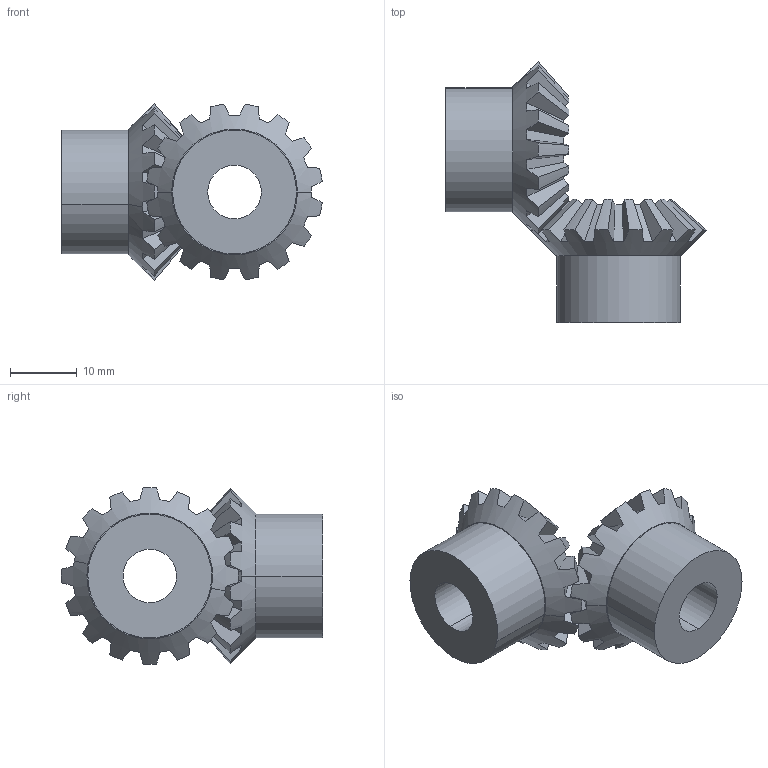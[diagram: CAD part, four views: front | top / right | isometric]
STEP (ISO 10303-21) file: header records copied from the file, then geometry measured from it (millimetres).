
FILE_DESCRIPTION(('STEP AP214'),'1');
FILE_NAME('p_151616.stp','2017-04-15T06:56:01',('TraceParts'),('TraceParts S.A.'),'Spatial InterOp 3D',' ',' ');
FILE_SCHEMA(('automotive_design'));
Length unit declared in the file: millimetre
Products named in the file (2): p_151616_1; p_151616_2
Bounding box: 38.9 x 39 x 26.39 mm (x, y, z)
Volume: 8694.1 mm3; surface area: 4806.4 mm2
Topology: 2 solids, 2 shells, 150 faces, 434 edges, 290 vertices
Faces by surface type: plane 102, cone 40, cylinder 8
Entity records: 4698 total; most frequent: CARTESIAN_POINT 1404, ORIENTED_EDGE 868, DIRECTION 564, EDGE_CURVE 434, VERTEX_POINT 290, AXIS2_PLACEMENT_3D 242, EDGE_LOOP 156, ADVANCED_FACE 150
